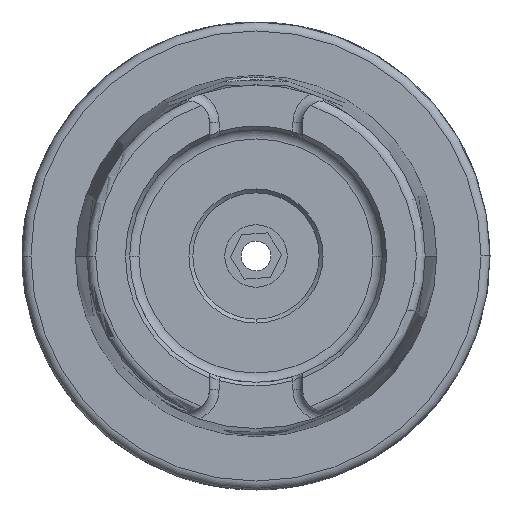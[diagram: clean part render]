
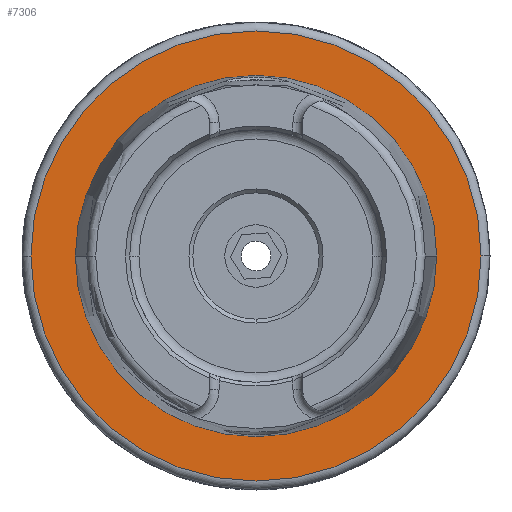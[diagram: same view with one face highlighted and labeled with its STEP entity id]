
A CAD part, left-side view. The second image highlights one B-rep face of the part: STEP entity #7306.
In plain terms, the highlighted planar face has unit normal (-1, 0, 0).
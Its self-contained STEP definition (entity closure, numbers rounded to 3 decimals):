
#220 = DIRECTION ( 'NONE',  ( 1., 0., 0. ) ) ;
#415 = ORIENTED_EDGE ( 'NONE', *, *, #4422, .F. ) ;
#443 = CARTESIAN_POINT ( 'NONE',  ( 0.05, 0., 0. ) ) ;
#567 = CARTESIAN_POINT ( 'NONE',  ( 0.05, 24.321, 0. ) ) ;
#650 = FACE_OUTER_BOUND ( 'NONE', #2744, .T. ) ;
#717 = AXIS2_PLACEMENT_3D ( 'NONE', #1301, #1894, #6150 ) ;
#768 = EDGE_CURVE ( 'NONE', #4268, #2397, #3096, .T. ) ;
#1036 = DIRECTION ( 'NONE',  ( 0., 1., 0. ) ) ;
#1301 = CARTESIAN_POINT ( 'NONE',  ( 0.05, 24.321, 0. ) ) ;
#1811 = CIRCLE ( 'NONE', #5420, 30.3 ) ;
#1894 = DIRECTION ( 'NONE',  ( -1., 0., 0. ) ) ;
#2031 = ORIENTED_EDGE ( 'NONE', *, *, #4436, .F. ) ;
#2237 = CIRCLE ( 'NONE', #6848, 24.321 ) ;
#2397 = VERTEX_POINT ( 'NONE', #567 ) ;
#2484 = CARTESIAN_POINT ( 'NONE',  ( 0.05, 0., 0. ) ) ;
#2744 = EDGE_LOOP ( 'NONE', ( #415, #2031 ) ) ;
#2811 = CARTESIAN_POINT ( 'NONE',  ( 0.05, 0., 0. ) ) ;
#2817 = CARTESIAN_POINT ( 'NONE',  ( 0.05, 0., 0. ) ) ;
#2941 = ORIENTED_EDGE ( 'NONE', *, *, #6534, .T. ) ;
#3096 = CIRCLE ( 'NONE', #5044, 24.321 ) ;
#3133 = DIRECTION ( 'NONE',  ( 0., 1., 0. ) ) ;
#3411 = DIRECTION ( 'NONE',  ( 0., 1., 0. ) ) ;
#3417 = DIRECTION ( 'NONE',  ( 0., 1., 0. ) ) ;
#4031 = FACE_BOUND ( 'NONE', #6383, .T. ) ;
#4205 = VERTEX_POINT ( 'NONE', #5118 ) ;
#4268 = VERTEX_POINT ( 'NONE', #4571 ) ;
#4422 = EDGE_CURVE ( 'NONE', #4205, #7078, #1811, .T. ) ;
#4436 = EDGE_CURVE ( 'NONE', #7078, #4205, #5023, .T. ) ;
#4571 = CARTESIAN_POINT ( 'NONE',  ( 0.05, -24.321, 0. ) ) ;
#4641 = DIRECTION ( 'NONE',  ( 1., 0., 0. ) ) ;
#4885 = PLANE ( 'NONE',  #717 ) ;
#5023 = CIRCLE ( 'NONE', #6672, 30.3 ) ;
#5044 = AXIS2_PLACEMENT_3D ( 'NONE', #2484, #220, #3133 ) ;
#5118 = CARTESIAN_POINT ( 'NONE',  ( 0.05, 30.3, 0. ) ) ;
#5420 = AXIS2_PLACEMENT_3D ( 'NONE', #2811, #7092, #3411 ) ;
#5762 = CARTESIAN_POINT ( 'NONE',  ( 0.05, -30.3, 0. ) ) ;
#5961 = ORIENTED_EDGE ( 'NONE', *, *, #768, .T. ) ;
#6150 = DIRECTION ( 'NONE',  ( 0., -1., 0. ) ) ;
#6383 = EDGE_LOOP ( 'NONE', ( #2941, #5961 ) ) ;
#6534 = EDGE_CURVE ( 'NONE', #2397, #4268, #2237, .T. ) ;
#6672 = AXIS2_PLACEMENT_3D ( 'NONE', #443, #4641, #1036 ) ;
#6848 = AXIS2_PLACEMENT_3D ( 'NONE', #2817, #7097, #3417 ) ;
#7078 = VERTEX_POINT ( 'NONE', #5762 ) ;
#7092 = DIRECTION ( 'NONE',  ( 1., 0., 0. ) ) ;
#7097 = DIRECTION ( 'NONE',  ( 1., 0., 0. ) ) ;
#7306 = ADVANCED_FACE ( 'NONE', ( #4031, #650 ), #4885, .T. ) ;
